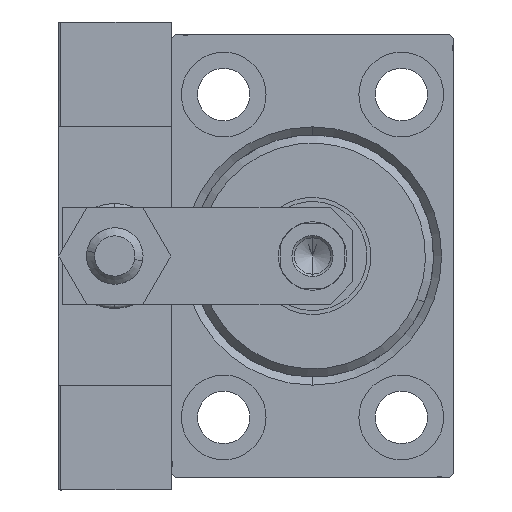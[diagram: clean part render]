
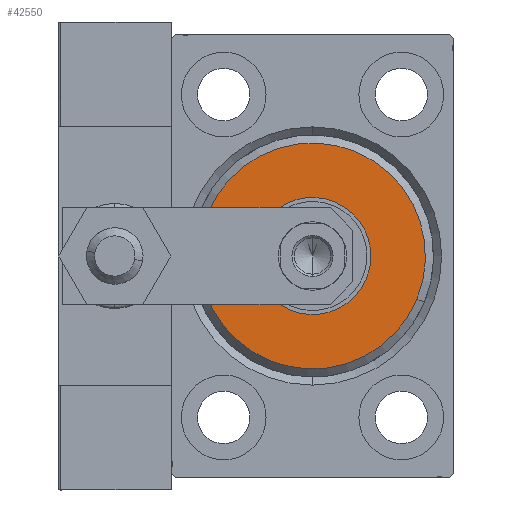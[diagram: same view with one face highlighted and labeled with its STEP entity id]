
A CAD part, left-side view. The second image highlights one B-rep face of the part: STEP entity #42550.
In plain terms, the highlighted face is planar.
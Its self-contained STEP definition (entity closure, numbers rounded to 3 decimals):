
#934 = CARTESIAN_POINT ( 'NONE',  ( 3., 0., -14. ) ) ;
#1279 = CARTESIAN_POINT ( 'NONE',  ( 3., 0., 0. ) ) ;
#4103 = DIRECTION ( 'NONE',  ( 0., 0., -1. ) ) ;
#4141 = EDGE_LOOP ( 'NONE', ( #45866, #11107 ) ) ;
#4350 = CARTESIAN_POINT ( 'NONE',  ( 3., 0., 0. ) ) ;
#5300 = FACE_OUTER_BOUND ( 'NONE', #4141, .T. ) ;
#5949 = CARTESIAN_POINT ( 'NONE',  ( 3., 0., 7.25 ) ) ;
#11107 = ORIENTED_EDGE ( 'NONE', *, *, #39680, .T. ) ;
#13059 = EDGE_LOOP ( 'NONE', ( #15295, #25006 ) ) ;
#15295 = ORIENTED_EDGE ( 'NONE', *, *, #20698, .F. ) ;
#16281 = DIRECTION ( 'NONE',  ( 1., 0., 0. ) ) ;
#17249 = DIRECTION ( 'NONE',  ( 1., 0., 0. ) ) ;
#19253 = AXIS2_PLACEMENT_3D ( 'NONE', #28690, #40784, #48733 ) ;
#19704 = AXIS2_PLACEMENT_3D ( 'NONE', #35351, #16281, #24031 ) ;
#19770 = AXIS2_PLACEMENT_3D ( 'NONE', #1279, #17249, #40704 ) ;
#20698 = EDGE_CURVE ( 'NONE', #36802, #47302, #41955, .T. ) ;
#20706 = VERTEX_POINT ( 'NONE', #24736 ) ;
#23458 = DIRECTION ( 'NONE',  ( 1., 0., 0. ) ) ;
#23468 = EDGE_CURVE ( 'NONE', #47302, #36802, #29555, .T. ) ;
#24031 = DIRECTION ( 'NONE',  ( 0., 0., -1. ) ) ;
#24736 = CARTESIAN_POINT ( 'NONE',  ( 3., 0., 14. ) ) ;
#25006 = ORIENTED_EDGE ( 'NONE', *, *, #23468, .F. ) ;
#25398 = DIRECTION ( 'NONE',  ( 1., 0., 0. ) ) ;
#28690 = CARTESIAN_POINT ( 'NONE',  ( 3., 0., 0. ) ) ;
#29023 = PLANE ( 'NONE',  #50598 ) ;
#29555 = CIRCLE ( 'NONE', #19704, 7.25 ) ;
#32642 = DIRECTION ( 'NONE',  ( 0., 0., -1. ) ) ;
#35351 = CARTESIAN_POINT ( 'NONE',  ( 3., 0., 0. ) ) ;
#36529 = CIRCLE ( 'NONE', #19253, 14. ) ;
#36802 = VERTEX_POINT ( 'NONE', #47462 ) ;
#39680 = EDGE_CURVE ( 'NONE', #42575, #20706, #36529, .T. ) ;
#40362 = FACE_BOUND ( 'NONE', #13059, .T. ) ;
#40704 = DIRECTION ( 'NONE',  ( 0., 0., -1. ) ) ;
#40784 = DIRECTION ( 'NONE',  ( 1., 0., 0. ) ) ;
#41903 = EDGE_CURVE ( 'NONE', #20706, #42575, #43118, .T. ) ;
#41955 = CIRCLE ( 'NONE', #19770, 7.25 ) ;
#42550 = ADVANCED_FACE ( 'NONE', ( #5300, #40362 ), #29023, .T. ) ;
#42575 = VERTEX_POINT ( 'NONE', #934 ) ;
#43118 = CIRCLE ( 'NONE', #45657, 14. ) ;
#44721 = CARTESIAN_POINT ( 'NONE',  ( 3., 0., 0. ) ) ;
#45657 = AXIS2_PLACEMENT_3D ( 'NONE', #4350, #23458, #4103 ) ;
#45866 = ORIENTED_EDGE ( 'NONE', *, *, #41903, .T. ) ;
#47302 = VERTEX_POINT ( 'NONE', #5949 ) ;
#47462 = CARTESIAN_POINT ( 'NONE',  ( 3., 0., -7.25 ) ) ;
#48733 = DIRECTION ( 'NONE',  ( 0., 0., -1. ) ) ;
#50598 = AXIS2_PLACEMENT_3D ( 'NONE', #44721, #25398, #32642 ) ;
